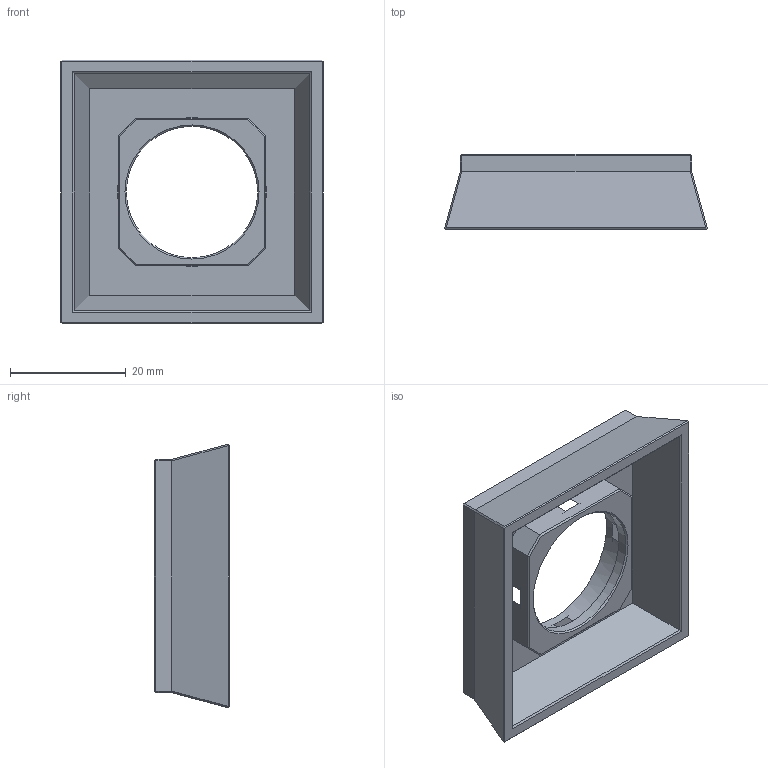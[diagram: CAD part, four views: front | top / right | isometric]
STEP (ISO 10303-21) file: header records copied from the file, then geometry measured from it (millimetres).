
FILE_DESCRIPTION(/* description */ (''),/* implementation_level */ '2;1');
FILE_NAME(/* name */ 'Filter Holder_25.4 mm.stp',/* time_stamp */ '2024-04-21T22:49:34-06:00',/* author */ ('aivel'),/* organization */ (''),/* preprocessor_version */ 'ST-DEVELOPER v18.1',/* originating_system */ 'Autodesk Inventor 2020',/* authorisation */ '');
FILE_SCHEMA (('AUTOMOTIVE_DESIGN { 1 0 10303 214 3 1 1 }'));
Length unit declared in the file: millimetre
Products named in the file (1): Cuerpo Lampara
Bounding box: 45.36 x 13 x 45.63 mm (x, y, z)
Volume: 8079.9 mm3; surface area: 7308.9 mm2
Topology: 1 solids, 1 shells, 69 faces, 178 edges, 106 vertices
Faces by surface type: plane 65, cone 2, cylinder 2
Full cylindrical faces by diameter (mm): 22.7 x1, 25.7 x1
Entity records: 2083 total; most frequent: ORIENTED_EDGE 356, CARTESIAN_POINT 354, DIRECTION 332, EDGE_CURVE 178, LINE 164, VECTOR 164, VERTEX_POINT 106, AXIS2_PLACEMENT_3D 84
